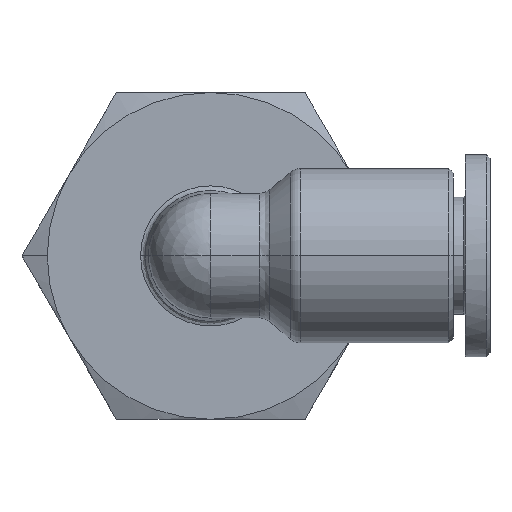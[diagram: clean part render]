
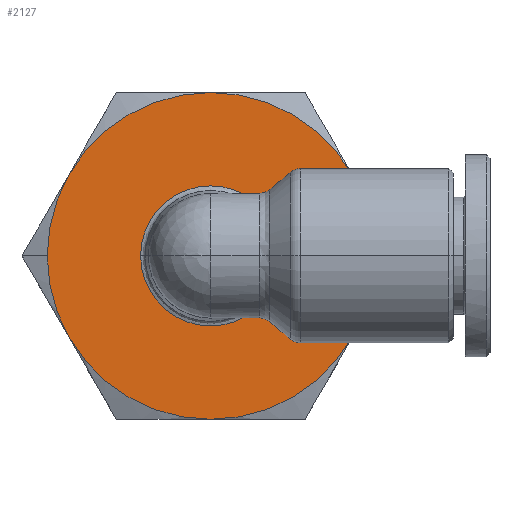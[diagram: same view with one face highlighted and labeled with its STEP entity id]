
A CAD part, top view. The second image highlights one B-rep face of the part: STEP entity #2127.
In plain terms, the highlighted planar face has unit normal (0, 0, 1).
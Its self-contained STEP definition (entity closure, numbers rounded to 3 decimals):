
#1432=CARTESIAN_POINT('',(-16.,0.,-9.6));
#1433=VERTEX_POINT('',#1432);
#1442=CARTESIAN_POINT('',(-14.593,5.25,-9.6));
#1443=VERTEX_POINT('',#1442);
#1444=CARTESIAN_POINT('',(-5.5,0.,-9.6));
#1445=DIRECTION('',(0.0,0.0,1.0));
#1446=DIRECTION('',(1.0,0.0,0.0));
#1447=AXIS2_PLACEMENT_3D('',#1444,#1445,#1446);
#1448=CIRCLE('',#1447,10.5);
#1449=EDGE_CURVE('',#1443,#1433,#1448,.T.);
#1474=CARTESIAN_POINT('',(5.,0.,-9.6));
#1475=VERTEX_POINT('',#1474);
#1482=CARTESIAN_POINT('',(3.593,5.25,-9.6));
#1483=VERTEX_POINT('',#1482);
#1497=CARTESIAN_POINT('',(-5.5,0.,-9.6));
#1498=DIRECTION('',(0.0,0.0,1.0));
#1499=DIRECTION('',(1.0,0.0,0.0));
#1500=AXIS2_PLACEMENT_3D('',#1497,#1498,#1499);
#1501=CIRCLE('',#1500,10.5);
#1502=EDGE_CURVE('',#1475,#1483,#1501,.T.);
#1775=CARTESIAN_POINT('',(-0.999,0.,-9.6));
#1776=VERTEX_POINT('',#1775);
#1785=CARTESIAN_POINT('',(-10.001,0.,-9.6));
#1786=VERTEX_POINT('',#1785);
#1794=CARTESIAN_POINT('',(-5.5,0.,-9.6));
#1795=DIRECTION('',(0.0,0.0,1.0));
#1796=DIRECTION('',(-1.0,0.0,0.0));
#1797=AXIS2_PLACEMENT_3D('',#1794,#1795,#1796);
#1798=CIRCLE('',#1797,4.501);
#1799=EDGE_CURVE('',#1786,#1776,#1798,.T.);
#2028=CARTESIAN_POINT('',(-5.5,0.,-9.6));
#2029=DIRECTION('',(0.0,0.0,1.0));
#2030=DIRECTION('',(-1.0,0.0,0.0));
#2031=AXIS2_PLACEMENT_3D('',#2028,#2029,#2030);
#2032=CIRCLE('',#2031,4.501);
#2033=EDGE_CURVE('',#1776,#1786,#2032,.T.);
#2064=CARTESIAN_POINT('',(-5.5,0.,-9.6));
#2065=DIRECTION('',(0.0,0.0,-1.0));
#2066=DIRECTION('',(-1.0,0.0,0.0));
#2067=AXIS2_PLACEMENT_3D('',#2064,#2065,#2066);
#2068=PLANE('',#2067);
#2069=ORIENTED_EDGE('',*,*,#1449,.T.);
#2070=CARTESIAN_POINT('',(-14.593,-5.25,-9.6));
#2071=VERTEX_POINT('',#2070);
#2072=CARTESIAN_POINT('',(-5.5,0.,-9.6));
#2073=DIRECTION('',(0.0,0.0,1.0));
#2074=DIRECTION('',(1.0,0.0,0.0));
#2075=AXIS2_PLACEMENT_3D('',#2072,#2073,#2074);
#2076=CIRCLE('',#2075,10.5);
#2077=EDGE_CURVE('',#1433,#2071,#2076,.T.);
#2078=ORIENTED_EDGE('',*,*,#2077,.T.);
#2079=CARTESIAN_POINT('',(-5.5,-10.5,-9.6));
#2080=VERTEX_POINT('',#2079);
#2081=CARTESIAN_POINT('',(-5.5,0.,-9.6));
#2082=DIRECTION('',(0.0,0.0,1.0));
#2083=DIRECTION('',(1.0,0.0,0.0));
#2084=AXIS2_PLACEMENT_3D('',#2081,#2082,#2083);
#2085=CIRCLE('',#2084,10.5);
#2086=EDGE_CURVE('',#2071,#2080,#2085,.T.);
#2087=ORIENTED_EDGE('',*,*,#2086,.T.);
#2088=CARTESIAN_POINT('',(3.593,-5.25,-9.6));
#2089=VERTEX_POINT('',#2088);
#2090=CARTESIAN_POINT('',(-5.5,0.,-9.6));
#2091=DIRECTION('',(0.0,0.0,1.0));
#2092=DIRECTION('',(1.0,0.0,0.0));
#2093=AXIS2_PLACEMENT_3D('',#2090,#2091,#2092);
#2094=CIRCLE('',#2093,10.5);
#2095=EDGE_CURVE('',#2080,#2089,#2094,.T.);
#2096=ORIENTED_EDGE('',*,*,#2095,.T.);
#2097=CARTESIAN_POINT('',(-5.5,0.,-9.6));
#2098=DIRECTION('',(0.0,0.0,1.0));
#2099=DIRECTION('',(1.0,0.0,0.0));
#2100=AXIS2_PLACEMENT_3D('',#2097,#2098,#2099);
#2101=CIRCLE('',#2100,10.5);
#2102=EDGE_CURVE('',#2089,#1475,#2101,.T.);
#2103=ORIENTED_EDGE('',*,*,#2102,.T.);
#2104=ORIENTED_EDGE('',*,*,#1502,.T.);
#2105=CARTESIAN_POINT('',(-5.5,10.5,-9.6));
#2106=VERTEX_POINT('',#2105);
#2107=CARTESIAN_POINT('',(-5.5,0.,-9.6));
#2108=DIRECTION('',(0.0,0.0,1.0));
#2109=DIRECTION('',(1.0,0.0,0.0));
#2110=AXIS2_PLACEMENT_3D('',#2107,#2108,#2109);
#2111=CIRCLE('',#2110,10.5);
#2112=EDGE_CURVE('',#1483,#2106,#2111,.T.);
#2113=ORIENTED_EDGE('',*,*,#2112,.T.);
#2114=CARTESIAN_POINT('',(-5.5,0.,-9.6));
#2115=DIRECTION('',(0.0,0.0,1.0));
#2116=DIRECTION('',(1.0,0.0,0.0));
#2117=AXIS2_PLACEMENT_3D('',#2114,#2115,#2116);
#2118=CIRCLE('',#2117,10.5);
#2119=EDGE_CURVE('',#2106,#1443,#2118,.T.);
#2120=ORIENTED_EDGE('',*,*,#2119,.T.);
#2121=EDGE_LOOP('',(#2069,#2078,#2087,#2096,#2103,#2104,#2113,#2120));
#2122=FACE_OUTER_BOUND('',#2121,.T.);
#2123=ORIENTED_EDGE('',*,*,#2033,.F.);
#2124=ORIENTED_EDGE('',*,*,#1799,.F.);
#2125=EDGE_LOOP('',(#2123,#2124));
#2126=FACE_BOUND('',#2125,.T.);
#2127=ADVANCED_FACE('',(#2122,#2126),#2068,.F.);
